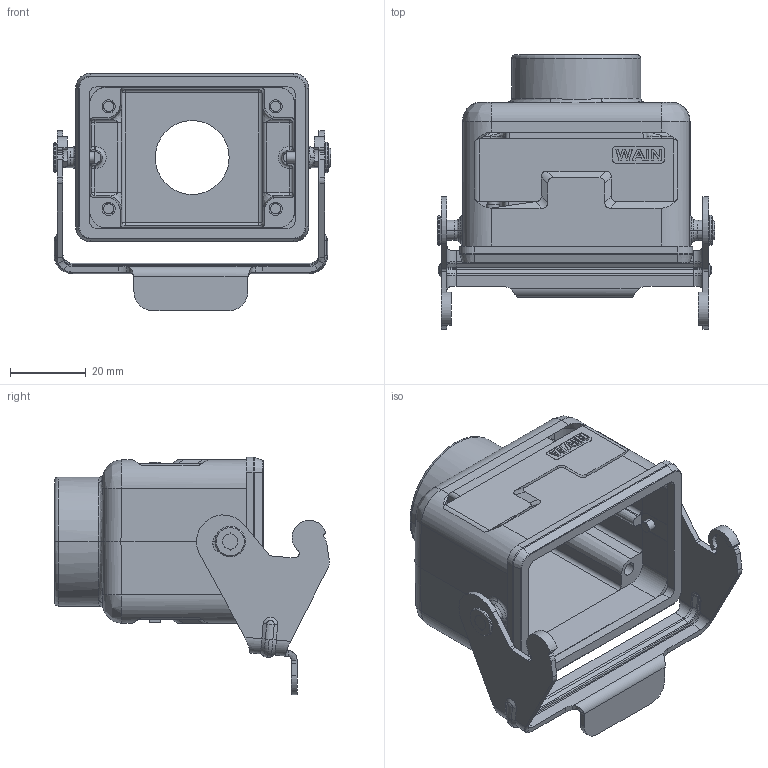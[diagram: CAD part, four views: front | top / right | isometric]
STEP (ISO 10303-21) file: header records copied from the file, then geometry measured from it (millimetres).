
FILE_DESCRIPTION((''),'2;1');
FILE_NAME('W6B-TE_1','2018-03-10T',('wl.kang'),(''),'PRO/ENGINEER BY PARAMETRIC TECHNOLOGY CORPORATION, 2012480','PRO/ENGINEER BY PARAMETRIC TECHNOLOGY CORPORATION, 2012480','');
FILE_SCHEMA(('AUTOMOTIVE_DESIGN { 1 0 10303 214 1 1 1 1 }'));
Length unit declared in the file: millimetre
Products named in the file (1): W6B-TE_1
Bounding box: 73.1 x 72.44 x 62.56 mm (x, y, z)
Volume: 46204.6 mm3; surface area: 28924.8 mm2
Topology: 1 solids, 3 shells, 581 faces, 1506 edges, 936 vertices
Faces by surface type: plane 259, cylinder 175, bspline 48, cone 40, torus 35, sphere 16, revolution 4, extrusion 4
Entity records: 21152 total; most frequent: CARTESIAN_POINT 7026, ORIENTED_EDGE 2980, DIRECTION 2813, EDGE_CURVE 1494, AXIS2_PLACEMENT_3D 971, VERTEX_POINT 936, VECTOR 867, LINE 863
